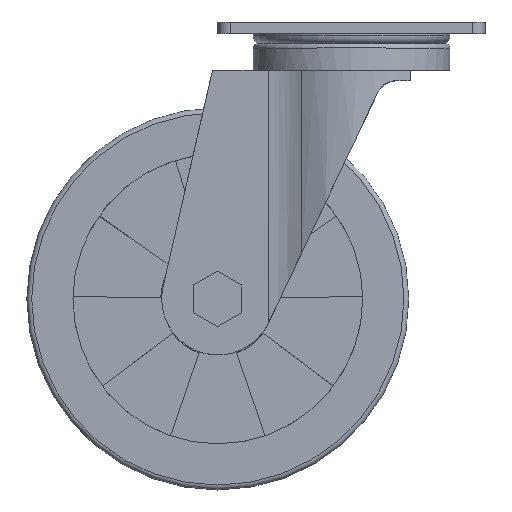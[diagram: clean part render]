
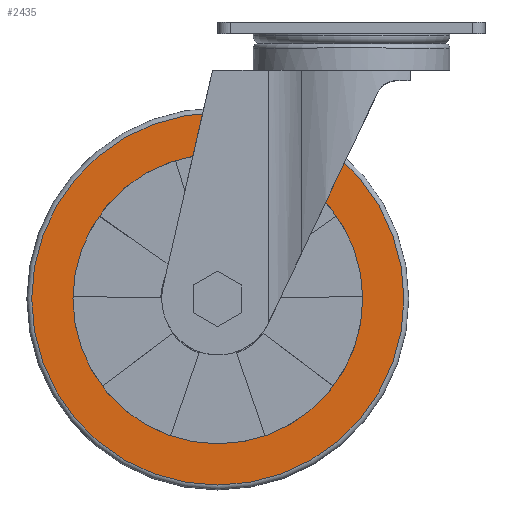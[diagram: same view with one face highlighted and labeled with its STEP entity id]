
A CAD part, top view. The second image highlights one B-rep face of the part: STEP entity #2435.
In plain terms, the highlighted planar face has unit normal (0, 0, 1).
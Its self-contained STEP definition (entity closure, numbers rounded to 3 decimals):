
#174=CIRCLE('',#2681,97.5);
#175=CIRCLE('',#2683,75.9);
#642=ORIENTED_EDGE('',*,*,#1144,.T.);
#643=ORIENTED_EDGE('',*,*,#1143,.F.);
#1143=EDGE_CURVE('',#1429,#1429,#174,.T.);
#1144=EDGE_CURVE('',#1430,#1430,#175,.T.);
#1429=VERTEX_POINT('',#4052);
#1430=VERTEX_POINT('',#4055);
#2033=EDGE_LOOP('',(#642));
#2034=EDGE_LOOP('',(#643));
#2207=FACE_BOUND('',#2033,.T.);
#2208=FACE_BOUND('',#2034,.T.);
#2314=PLANE('',#2682);
#2435=ADVANCED_FACE('',(#2207,#2208),#2314,.T.);
#2681=AXIS2_PLACEMENT_3D('',#4051,#3262,#3263);
#2682=AXIS2_PLACEMENT_3D('',#4053,#3264,#3265);
#2683=AXIS2_PLACEMENT_3D('',#4054,#3266,#3267);
#3262=DIRECTION('',(0.,0.,-1.));
#3263=DIRECTION('',(-1.,0.,0.));
#3264=DIRECTION('',(0.,0.,1.));
#3265=DIRECTION('',(1.,0.,0.));
#3266=DIRECTION('',(0.,0.,-1.));
#3267=DIRECTION('',(-1.,0.,0.));
#4051=CARTESIAN_POINT('',(0.,0.,25.));
#4052=CARTESIAN_POINT('',(-97.5,0.,25.));
#4053=CARTESIAN_POINT('',(0.,97.5,25.));
#4054=CARTESIAN_POINT('',(0.,0.,25.));
#4055=CARTESIAN_POINT('',(-75.9,0.,25.));
